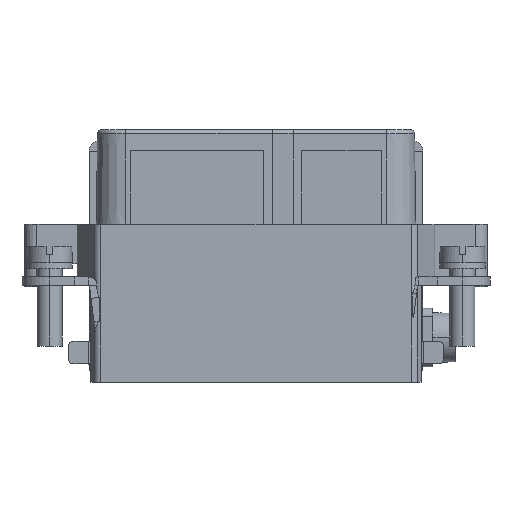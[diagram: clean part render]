
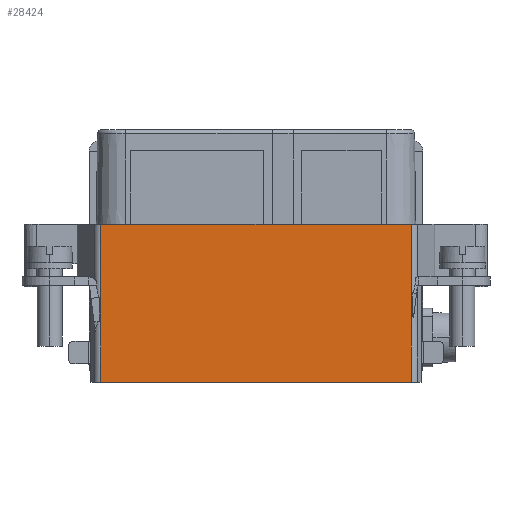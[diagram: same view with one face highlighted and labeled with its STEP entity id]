
A CAD part, left-side view. The second image highlights one B-rep face of the part: STEP entity #28424.
In plain terms, the highlighted planar face has unit normal (-1, 0, 0).
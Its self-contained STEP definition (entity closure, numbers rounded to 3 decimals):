
#5961=DIRECTION('',(0.,0.,-1.));
#5962=VECTOR('',#5961,18.938);
#5963=CARTESIAN_POINT('',(-11.323,28.88,0.));
#5964=LINE('',#5963,#5962);
#5965=DIRECTION('',(0.,0.,1.));
#5966=VECTOR('',#5965,18.938);
#5967=CARTESIAN_POINT('',(-11.323,66.12,-18.938));
#5968=LINE('',#5967,#5966);
#5969=DIRECTION('',(0.,1.,0.));
#5970=VECTOR('',#5969,37.239);
#5971=CARTESIAN_POINT('',(-11.323,28.88,0.));
#5972=LINE('',#5971,#5970);
#6255=DIRECTION('',(0.,-1.,0.));
#6256=VECTOR('',#6255,37.239);
#6257=CARTESIAN_POINT('',(-11.323,66.12,-18.938));
#6258=LINE('',#6257,#6256);
#16700=CARTESIAN_POINT('',(-11.323,28.88,0.));
#16701=CARTESIAN_POINT('',(-11.323,66.12,0.));
#16702=VERTEX_POINT('',#16700);
#16703=VERTEX_POINT('',#16701);
#18942=CARTESIAN_POINT('',(-11.323,28.88,-18.938));
#18944=VERTEX_POINT('',#18942);
#18964=CARTESIAN_POINT('',(-11.323,66.12,-18.938));
#18965=VERTEX_POINT('',#18964);
#28411=CARTESIAN_POINT('',(-11.323,28.416,14.028));
#28412=DIRECTION('',(-1.,0.,0.));
#28413=DIRECTION('',(0.,1.,0.));
#28414=AXIS2_PLACEMENT_3D('',#28411,#28412,#28413);
#28415=PLANE('',#28414);
#28417=ORIENTED_EDGE('',*,*,#28416,.T.);
#28419=ORIENTED_EDGE('',*,*,#28418,.F.);
#28420=ORIENTED_EDGE('',*,*,#28366,.T.);
#28421=ORIENTED_EDGE('',*,*,#22084,.F.);
#28422=EDGE_LOOP('',(#28417,#28419,#28420,#28421));
#28423=FACE_OUTER_BOUND('',#28422,.F.);
#28424=ADVANCED_FACE('',(#28423),#28415,.T.);
#22084=EDGE_CURVE('',#16702,#16703,#5972,.T.);
#28366=EDGE_CURVE('',#18965,#16703,#5968,.T.);
#28416=EDGE_CURVE('',#16702,#18944,#5964,.T.);
#28418=EDGE_CURVE('',#18965,#18944,#6258,.T.);
